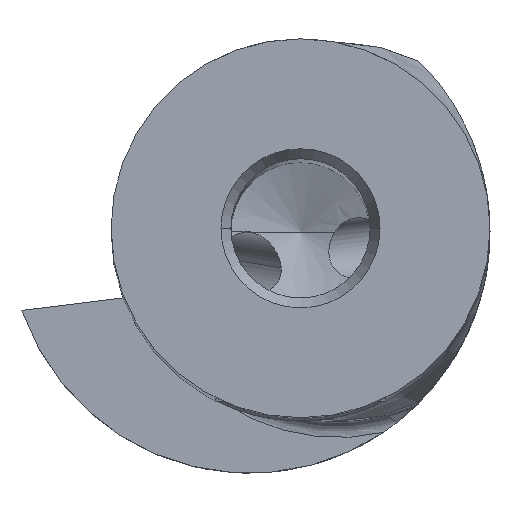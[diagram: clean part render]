
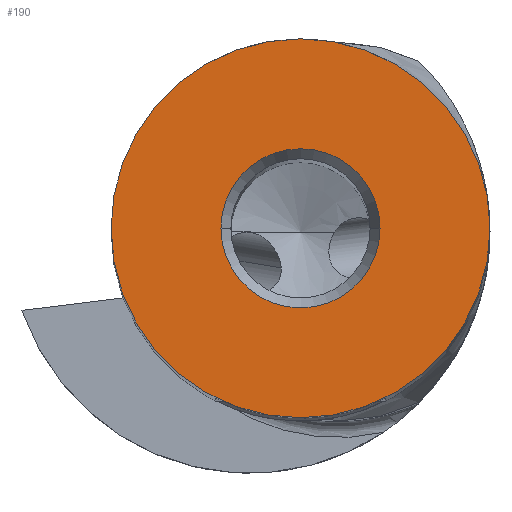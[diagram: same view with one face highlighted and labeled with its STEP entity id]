
A CAD part, top view. The second image highlights one B-rep face of the part: STEP entity #190.
In plain terms, the highlighted planar face has unit normal (0, 0, 1).
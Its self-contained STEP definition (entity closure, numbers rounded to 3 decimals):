
#59=FACE_BOUND('',#355,.T.);
#60=FACE_BOUND('',#356,.T.);
#89=PLANE('',#1460);
#190=ADVANCED_FACE('',(#59,#60),#89,.T.);
#355=EDGE_LOOP('',(#793,#794));
#356=EDGE_LOOP('',(#795,#796));
#793=ORIENTED_EDGE('',*,*,#1228,.F.);
#794=ORIENTED_EDGE('',*,*,#1221,.F.);
#795=ORIENTED_EDGE('',*,*,#1233,.F.);
#796=ORIENTED_EDGE('',*,*,#1234,.F.);
#1061=VERTEX_POINT('',#2730);
#1062=VERTEX_POINT('',#2731);
#1071=VERTEX_POINT('',#2754);
#1072=VERTEX_POINT('',#2755);
#1221=EDGE_CURVE('',#1061,#1062,#1343,.T.);
#1228=EDGE_CURVE('',#1062,#1061,#1344,.T.);
#1233=EDGE_CURVE('',#1071,#1072,#1345,.T.);
#1234=EDGE_CURVE('',#1072,#1071,#1346,.T.);
#1343=CIRCLE('',#1450,9.525);
#1344=CIRCLE('',#1454,9.525);
#1345=CIRCLE('',#1458,4.);
#1346=CIRCLE('',#1459,4.);
#1450=AXIS2_PLACEMENT_3D('',#2729,#1695,#1696);
#1454=AXIS2_PLACEMENT_3D('',#2743,#1707,#1708);
#1458=AXIS2_PLACEMENT_3D('',#2753,#1717,#1718);
#1459=AXIS2_PLACEMENT_3D('',#2756,#1719,#1720);
#1460=AXIS2_PLACEMENT_3D('',#2757,#1721,#1722);
#1695=DIRECTION('',(0.,0.,-1.));
#1696=DIRECTION('',(-1.,0.,0.));
#1707=DIRECTION('',(0.,0.,-1.));
#1708=DIRECTION('',(1.,0.,0.));
#1717=DIRECTION('',(0.,0.,1.));
#1718=DIRECTION('',(1.,0.,0.));
#1719=DIRECTION('',(0.,0.,1.));
#1720=DIRECTION('',(-1.,0.,0.));
#1721=DIRECTION('',(0.,0.,1.));
#1722=DIRECTION('',(1.,0.,0.));
#2729=CARTESIAN_POINT('',(0.,0.,0.));
#2730=CARTESIAN_POINT('',(-9.525,0.,0.));
#2731=CARTESIAN_POINT('',(9.525,0.,0.));
#2743=CARTESIAN_POINT('',(0.,0.,0.));
#2753=CARTESIAN_POINT('',(0.,0.,0.));
#2754=CARTESIAN_POINT('',(4.,0.,0.));
#2755=CARTESIAN_POINT('',(-4.,0.,0.));
#2756=CARTESIAN_POINT('',(0.,0.,0.));
#2757=CARTESIAN_POINT('',(0.,0.,0.));
